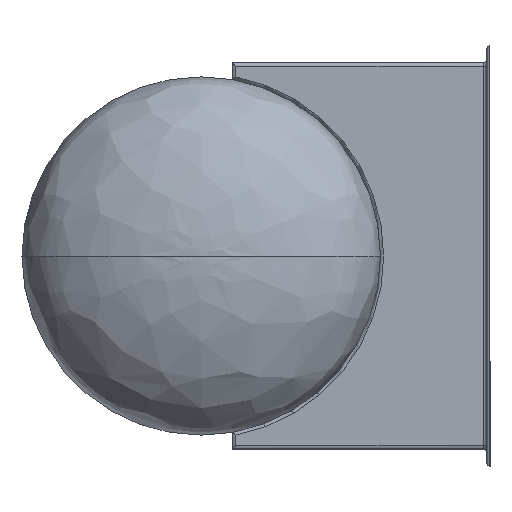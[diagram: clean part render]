
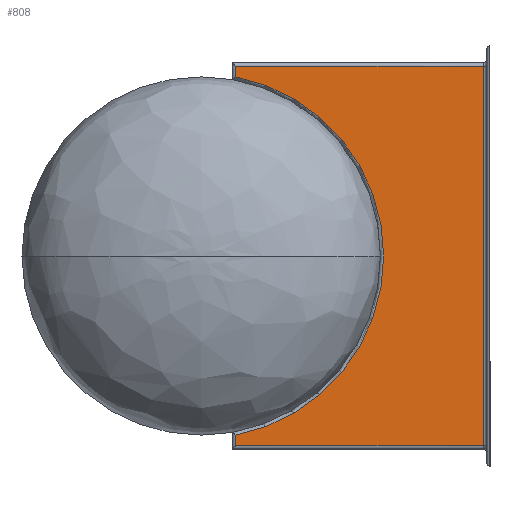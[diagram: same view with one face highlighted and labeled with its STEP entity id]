
A CAD part, left-side view. The second image highlights one B-rep face of the part: STEP entity #808.
In plain terms, the highlighted planar face has unit normal (-1, 0, 0).
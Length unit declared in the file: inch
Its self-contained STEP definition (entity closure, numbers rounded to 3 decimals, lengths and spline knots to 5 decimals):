
#51 = CARTESIAN_POINT ( 'NONE',  ( -55.11811, -4.04031, -21.00872 ) ) ;
#128 = DIRECTION ( 'NONE',  ( 0., -1., 0. ) ) ;
#140 = VECTOR ( 'NONE', #308, 39.37008 ) ;
#298 = CARTESIAN_POINT ( 'NONE',  ( -55.11811, -4.04031, 22.25577 ) ) ;
#308 = DIRECTION ( 'NONE',  ( 0., 0., -1. ) ) ;
#345 = DIRECTION ( 'NONE',  ( 0., 0., 1. ) ) ;
#353 = CARTESIAN_POINT ( 'NONE',  ( -55.11811, -33.07087, -22.25577 ) ) ;
#381 = DIRECTION ( 'NONE',  ( 0., 0., -1. ) ) ;
#418 = CARTESIAN_POINT ( 'NONE',  ( -55.11811, -4.04031, 21.00872 ) ) ;
#607 = VECTOR ( 'NONE', #3835, 39.37008 ) ;
#760 = CARTESIAN_POINT ( 'NONE',  ( -55.11811, -33.07087, 22.25577 ) ) ;
#808 = ADVANCED_FACE ( 'NONE', ( #3335 ), #1755, .F. ) ;
#885 = VERTEX_POINT ( 'NONE', #298 ) ;
#909 = EDGE_CURVE ( 'NONE', #921, #885, #4134, .T. ) ;
#921 = VERTEX_POINT ( 'NONE', #760 ) ;
#1046 = LINE ( 'NONE', #1447, #3883 ) ;
#1079 = CARTESIAN_POINT ( 'NONE',  ( -55.11811, -33.07087, 22.64947 ) ) ;
#1086 = VERTEX_POINT ( 'NONE', #353 ) ;
#1218 = ORIENTED_EDGE ( 'NONE', *, *, #3244, .T. ) ;
#1248 = ORIENTED_EDGE ( 'NONE', *, *, #2746, .T. ) ;
#1306 = CIRCLE ( 'NONE', #4880, 21.3937 ) ;
#1401 = VERTEX_POINT ( 'NONE', #3884 ) ;
#1447 = CARTESIAN_POINT ( 'NONE',  ( -55.11811, -4.04031, -55.10658 ) ) ;
#1536 = EDGE_CURVE ( 'NONE', #885, #2840, #1046, .T. ) ;
#1632 = CARTESIAN_POINT ( 'NONE',  ( -55.11811, -6.23228, -22.25577 ) ) ;
#1730 = CARTESIAN_POINT ( 'NONE',  ( -55.11811, -6.23228, -55.10658 ) ) ;
#1755 = PLANE ( 'NONE',  #1794 ) ;
#1776 = ORIENTED_EDGE ( 'NONE', *, *, #1997, .T. ) ;
#1794 = AXIS2_PLACEMENT_3D ( 'NONE', #1730, #4085, #4757 ) ;
#1891 = LINE ( 'NONE', #4092, #140 ) ;
#1997 = EDGE_CURVE ( 'NONE', #2840, #3291, #1306, .T. ) ;
#2004 = EDGE_CURVE ( 'NONE', #3291, #1401, #1891, .T. ) ;
#2008 = LINE ( 'NONE', #1632, #2317 ) ;
#2229 = CARTESIAN_POINT ( 'NONE',  ( -55.11811, 0., 0. ) ) ;
#2317 = VECTOR ( 'NONE', #128, 39.37008 ) ;
#2524 = ORIENTED_EDGE ( 'NONE', *, *, #909, .T. ) ;
#2577 = DIRECTION ( 'NONE',  ( 1., 0., 0. ) ) ;
#2591 = VECTOR ( 'NONE', #345, 39.37008 ) ;
#2746 = EDGE_CURVE ( 'NONE', #1086, #921, #3722, .T. ) ;
#2840 = VERTEX_POINT ( 'NONE', #418 ) ;
#2897 = DIRECTION ( 'NONE',  ( 0., 0., -1. ) ) ;
#3123 = EDGE_LOOP ( 'NONE', ( #1776, #3852, #1218, #1248, #2524, #4553 ) ) ;
#3244 = EDGE_CURVE ( 'NONE', #1401, #1086, #2008, .T. ) ;
#3291 = VERTEX_POINT ( 'NONE', #51 ) ;
#3335 = FACE_OUTER_BOUND ( 'NONE', #3123, .T. ) ;
#3722 = LINE ( 'NONE', #1079, #2591 ) ;
#3835 = DIRECTION ( 'NONE',  ( 0., 1., 0. ) ) ;
#3852 = ORIENTED_EDGE ( 'NONE', *, *, #2004, .T. ) ;
#3883 = VECTOR ( 'NONE', #2897, 39.37008 ) ;
#3884 = CARTESIAN_POINT ( 'NONE',  ( -55.11811, -4.04031, -22.25577 ) ) ;
#4085 = DIRECTION ( 'NONE',  ( 1., 0., 0. ) ) ;
#4092 = CARTESIAN_POINT ( 'NONE',  ( -55.11811, -4.04031, -55.10658 ) ) ;
#4134 = LINE ( 'NONE', #4160, #607 ) ;
#4160 = CARTESIAN_POINT ( 'NONE',  ( -55.11811, -6.23228, 22.25577 ) ) ;
#4553 = ORIENTED_EDGE ( 'NONE', *, *, #1536, .T. ) ;
#4757 = DIRECTION ( 'NONE',  ( 0., 0., -1. ) ) ;
#4880 = AXIS2_PLACEMENT_3D ( 'NONE', #2229, #2577, #381 ) ;
